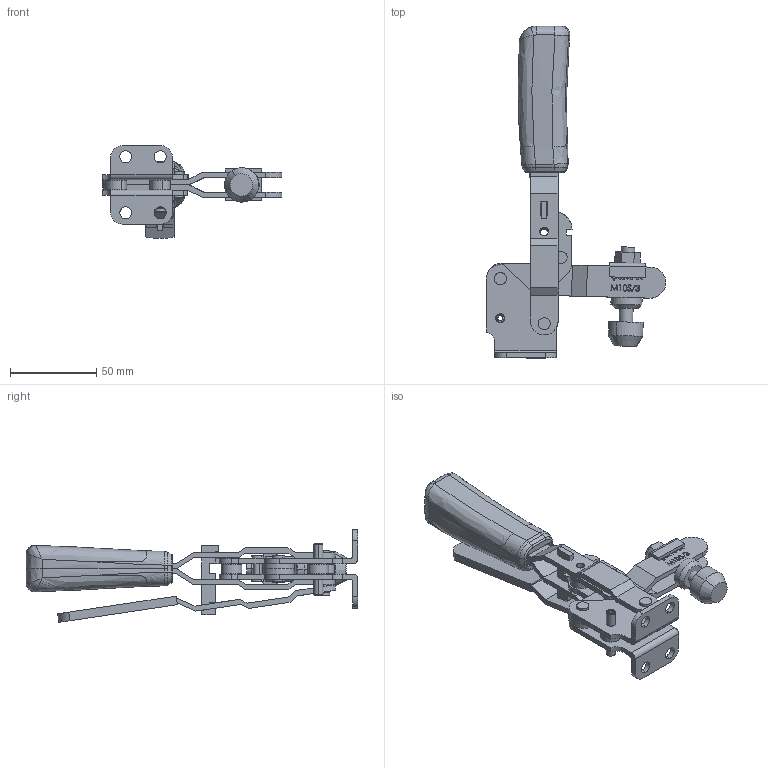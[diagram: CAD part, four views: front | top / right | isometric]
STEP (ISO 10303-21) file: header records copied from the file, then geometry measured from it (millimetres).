
FILE_DESCRIPTION (( 'STEP AP214' ), '1' );
FILE_NAME ('M10S-3.STEP', '2023-02-07T14:18:15', ( '' ), ( '' ), 'SwSTEP 2.0', 'SolidWorks 2015', '' );
FILE_SCHEMA (( 'AUTOMOTIVE_DESIGN' ));
Length unit declared in the file: millimetre
Products named in the file (21): M10S-3-2; M10S-3-14; M10S-3-6; M10S-3-7; M10S-3-4; M10S-3-10; M10S-3-5_2; M10S-3-19; M10S-3-22; M10S-3-12; M10S-3-1; M10S-3-8; M10S-3-11; M10S-3-20; M10S-3; M10S-3-18; M10S-3-16; M10S-3-3; M10S-3-5; M10S-3-21; M10S-3-17
Assembly tree (24 placements, depth 2):
  M10S-3
    M10S-3-17
    M10S-3-16
    M10S-3-3  x3
    M10S-3-18
    M10S-3-19
    M10S-3-5
    M10S-3-5_2
    M10S-3-1  x3
    M10S-3-12
    M10S-3-11
    M10S-3-10
    M10S-3-2
    M10S-3-7
    M10S-3-6
    M10S-3-14
    M10S-3-4
    M10S-3-20
    M10S-3-21
    M10S-3-8
    M10S-3-22
Bounding box: 104.17 x 192.48 x 53.76 mm (x, y, z)
Volume: 113993 mm3; surface area: 61545.7 mm2
Topology: 24 solids, 24 shells, 589 faces, 1485 edges, 968 vertices
Faces by surface type: plane 300, cylinder 151, bspline 116, cone 22
Entity records: 27619 total; most frequent: CARTESIAN_POINT 9498, ORIENTED_EDGE 2814, DIRECTION 2358, EDGE_CURVE 1407, VERTEX_POINT 920, LINE 878, VECTOR 878, AXIS2_PLACEMENT_3D 740
